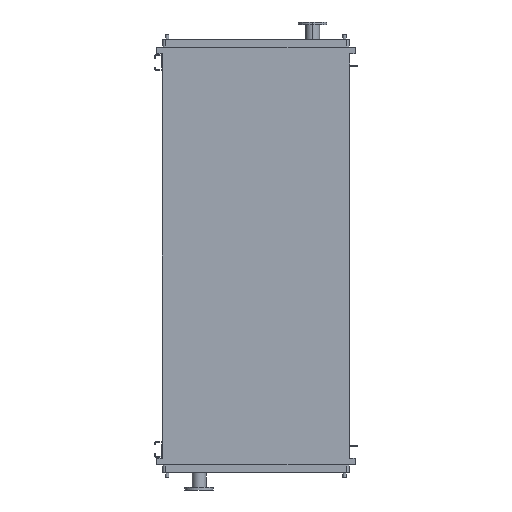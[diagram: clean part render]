
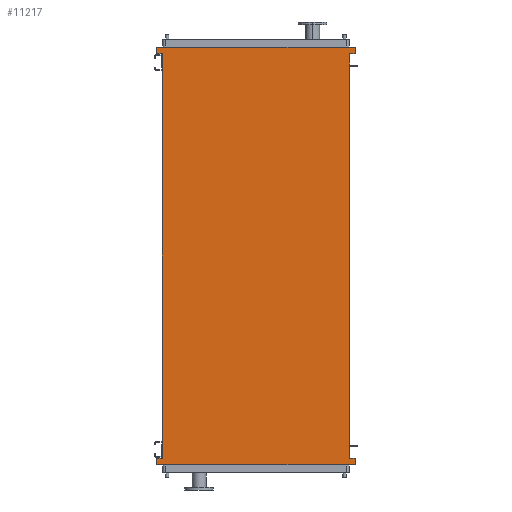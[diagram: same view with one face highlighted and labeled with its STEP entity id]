
A CAD part, front view. The second image highlights one B-rep face of the part: STEP entity #11217.
In plain terms, the highlighted planar face has unit normal (0, -1, 0).
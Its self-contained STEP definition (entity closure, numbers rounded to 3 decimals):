
#114 = DIRECTION ( 'NONE',  ( 0., 0., 1. ) ) ;
#491 = DIRECTION ( 'NONE',  ( 1., 0., 0. ) ) ;
#554 = LINE ( 'NONE', #12381, #5357 ) ;
#665 = VERTEX_POINT ( 'NONE', #6740 ) ;
#673 = CARTESIAN_POINT ( 'NONE',  ( -725., 0., 43. ) ) ;
#685 = CARTESIAN_POINT ( 'NONE',  ( 771., 0., 43. ) ) ;
#1028 = CARTESIAN_POINT ( 'NONE',  ( -771., 0., 95. ) ) ;
#1406 = ORIENTED_EDGE ( 'NONE', *, *, #7360, .F. ) ;
#1441 = VERTEX_POINT ( 'NONE', #8782 ) ;
#1832 = LINE ( 'NONE', #4897, #11275 ) ;
#1998 = CARTESIAN_POINT ( 'NONE',  ( 725., 0., 43. ) ) ;
#2067 = LINE ( 'NONE', #5786, #8340 ) ;
#2170 = CARTESIAN_POINT ( 'NONE',  ( -771., 0., 43. ) ) ;
#2460 = ORIENTED_EDGE ( 'NONE', *, *, #2518, .F. ) ;
#2518 = EDGE_CURVE ( 'NONE', #8456, #10631, #2067, .T. ) ;
#2693 = DIRECTION ( 'NONE',  ( 0., 0., -1. ) ) ;
#2935 = CARTESIAN_POINT ( 'NONE',  ( 771., 0., -3093. ) ) ;
#3176 = VERTEX_POINT ( 'NONE', #8920 ) ;
#3190 = ORIENTED_EDGE ( 'NONE', *, *, #9024, .F. ) ;
#3349 = VERTEX_POINT ( 'NONE', #673 ) ;
#3477 = VERTEX_POINT ( 'NONE', #8903 ) ;
#3540 = CARTESIAN_POINT ( 'NONE',  ( 771., 0., 43. ) ) ;
#3658 = CARTESIAN_POINT ( 'NONE',  ( 725., 0., -3050. ) ) ;
#3761 = CARTESIAN_POINT ( 'NONE',  ( -771., 0., -3093. ) ) ;
#3918 = LINE ( 'NONE', #1998, #12005 ) ;
#4337 = VECTOR ( 'NONE', #491, 1000. ) ;
#4536 = VECTOR ( 'NONE', #12460, 1000. ) ;
#4779 = LINE ( 'NONE', #3761, #10258 ) ;
#4828 = EDGE_CURVE ( 'NONE', #9870, #1441, #3918, .T. ) ;
#4897 = CARTESIAN_POINT ( 'NONE',  ( -771., 0., 95. ) ) ;
#4989 = CARTESIAN_POINT ( 'NONE',  ( 771., 0., -3145. ) ) ;
#5245 = LINE ( 'NONE', #4989, #11895 ) ;
#5357 = VECTOR ( 'NONE', #10459, 1000. ) ;
#5374 = ORIENTED_EDGE ( 'NONE', *, *, #4828, .F. ) ;
#5587 = VERTEX_POINT ( 'NONE', #2170 ) ;
#5610 = ORIENTED_EDGE ( 'NONE', *, *, #9011, .F. ) ;
#5616 = CARTESIAN_POINT ( 'NONE',  ( -771., 0., -3145. ) ) ;
#5786 = CARTESIAN_POINT ( 'NONE',  ( 771., 0., -3093. ) ) ;
#5965 = VECTOR ( 'NONE', #12197, 1000. ) ;
#5993 = LINE ( 'NONE', #3658, #11921 ) ;
#6423 = ORIENTED_EDGE ( 'NONE', *, *, #7312, .F. ) ;
#6628 = CARTESIAN_POINT ( 'NONE',  ( 771., 0., 95. ) ) ;
#6709 = ORIENTED_EDGE ( 'NONE', *, *, #9439, .F. ) ;
#6740 = CARTESIAN_POINT ( 'NONE',  ( 725., 0., -3093. ) ) ;
#6805 = DIRECTION ( 'NONE',  ( -1., 0., 0. ) ) ;
#7013 = ORIENTED_EDGE ( 'NONE', *, *, #7585, .F. ) ;
#7217 = VERTEX_POINT ( 'NONE', #10758 ) ;
#7239 = DIRECTION ( 'NONE',  ( -1., 0., 0. ) ) ;
#7312 = EDGE_CURVE ( 'NONE', #665, #8456, #8034, .T. ) ;
#7360 = EDGE_CURVE ( 'NONE', #7753, #7217, #554, .T. ) ;
#7462 = ORIENTED_EDGE ( 'NONE', *, *, #9584, .F. ) ;
#7585 = EDGE_CURVE ( 'NONE', #10631, #7753, #5245, .T. ) ;
#7667 = CARTESIAN_POINT ( 'NONE',  ( -725., 0., -3050. ) ) ;
#7753 = VERTEX_POINT ( 'NONE', #5616 ) ;
#7846 = VECTOR ( 'NONE', #12235, 1000. ) ;
#8011 = ORIENTED_EDGE ( 'NONE', *, *, #11312, .T. ) ;
#8034 = LINE ( 'NONE', #10204, #4337 ) ;
#8114 = VERTEX_POINT ( 'NONE', #1028 ) ;
#8212 = LINE ( 'NONE', #11397, #7846 ) ;
#8340 = VECTOR ( 'NONE', #11923, 1000. ) ;
#8456 = VERTEX_POINT ( 'NONE', #2935 ) ;
#8570 = LINE ( 'NONE', #7667, #4536 ) ;
#8782 = CARTESIAN_POINT ( 'NONE',  ( 725., 0., 43. ) ) ;
#8796 = EDGE_LOOP ( 'NONE', ( #8011, #5374, #6709, #7462, #10476, #10387, #3190, #5610, #1406, #7013, #2460, #6423 ) ) ;
#8807 = DIRECTION ( 'NONE',  ( 0., 0., 1. ) ) ;
#8903 = CARTESIAN_POINT ( 'NONE',  ( 771., 0., 95. ) ) ;
#8920 = CARTESIAN_POINT ( 'NONE',  ( -725., 0., -3093. ) ) ;
#9011 = EDGE_CURVE ( 'NONE', #7217, #3176, #4779, .T. ) ;
#9024 = EDGE_CURVE ( 'NONE', #3176, #3349, #8570, .T. ) ;
#9117 = EDGE_CURVE ( 'NONE', #5587, #8114, #1832, .T. ) ;
#9439 = EDGE_CURVE ( 'NONE', #3477, #9870, #9442, .T. ) ;
#9442 = LINE ( 'NONE', #685, #5965 ) ;
#9584 = EDGE_CURVE ( 'NONE', #8114, #3477, #9744, .T. ) ;
#9744 = LINE ( 'NONE', #6628, #11693 ) ;
#9827 = PLANE ( 'NONE',  #10500 ) ;
#9870 = VERTEX_POINT ( 'NONE', #3540 ) ;
#10204 = CARTESIAN_POINT ( 'NONE',  ( 725., 0., -3093. ) ) ;
#10258 = VECTOR ( 'NONE', #12523, 1000. ) ;
#10387 = ORIENTED_EDGE ( 'NONE', *, *, #10976, .F. ) ;
#10459 = DIRECTION ( 'NONE',  ( 0., 0., 1. ) ) ;
#10476 = ORIENTED_EDGE ( 'NONE', *, *, #9117, .F. ) ;
#10500 = AXIS2_PLACEMENT_3D ( 'NONE', #10917, #10799, #2693 ) ;
#10527 = DIRECTION ( 'NONE',  ( 1., 0., 0. ) ) ;
#10631 = VERTEX_POINT ( 'NONE', #10709 ) ;
#10709 = CARTESIAN_POINT ( 'NONE',  ( 771., 0., -3145. ) ) ;
#10758 = CARTESIAN_POINT ( 'NONE',  ( -771., 0., -3093. ) ) ;
#10799 = DIRECTION ( 'NONE',  ( 0., -1., 0. ) ) ;
#10917 = CARTESIAN_POINT ( 'NONE',  ( -725., 0., -3050. ) ) ;
#10976 = EDGE_CURVE ( 'NONE', #3349, #5587, #8212, .T. ) ;
#11217 = ADVANCED_FACE ( 'NONE', ( #11822 ), #9827, .T. ) ;
#11275 = VECTOR ( 'NONE', #8807, 1000. ) ;
#11312 = EDGE_CURVE ( 'NONE', #665, #1441, #5993, .T. ) ;
#11397 = CARTESIAN_POINT ( 'NONE',  ( -771., 0., 43. ) ) ;
#11693 = VECTOR ( 'NONE', #10527, 1000. ) ;
#11822 = FACE_OUTER_BOUND ( 'NONE', #8796, .T. ) ;
#11895 = VECTOR ( 'NONE', #7239, 1000. ) ;
#11921 = VECTOR ( 'NONE', #114, 1000. ) ;
#11923 = DIRECTION ( 'NONE',  ( 0., 0., -1. ) ) ;
#12005 = VECTOR ( 'NONE', #6805, 1000. ) ;
#12197 = DIRECTION ( 'NONE',  ( 0., 0., -1. ) ) ;
#12235 = DIRECTION ( 'NONE',  ( -1., 0., 0. ) ) ;
#12381 = CARTESIAN_POINT ( 'NONE',  ( -771., 0., -3145. ) ) ;
#12460 = DIRECTION ( 'NONE',  ( 0., 0., 1. ) ) ;
#12523 = DIRECTION ( 'NONE',  ( 1., 0., 0. ) ) ;
